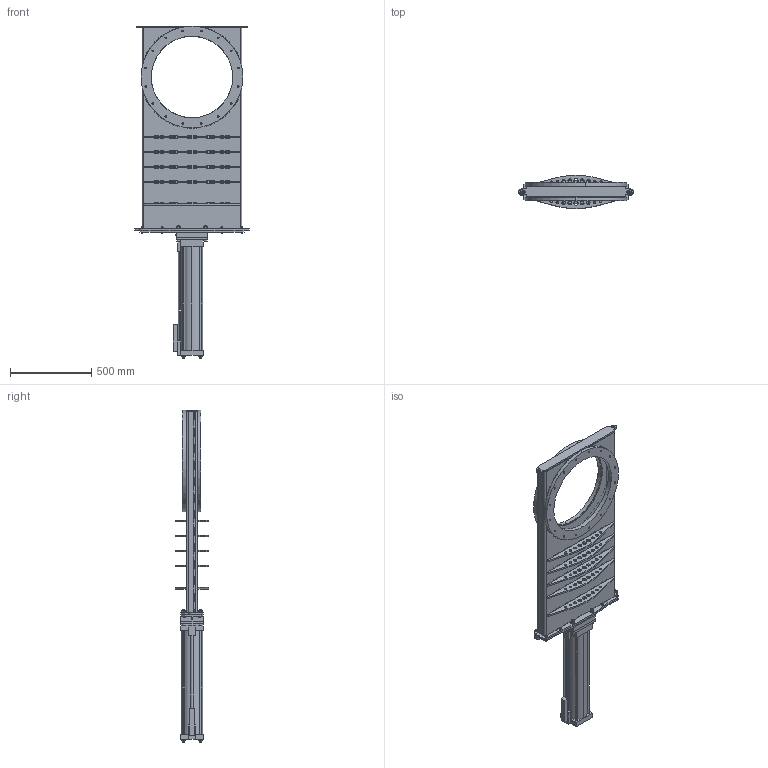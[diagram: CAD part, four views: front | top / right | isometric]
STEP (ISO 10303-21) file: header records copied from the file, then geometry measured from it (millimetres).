
FILE_DESCRIPTION (( 'STEP AP203' ), '1' );
FILE_NAME ('115373-02S.STEP', '2014-09-22T20:04:51', ( '' ), ( '' ), 'SwSTEP 2.0', 'SolidWorks 2014', '' );
FILE_SCHEMA (( 'CONFIG_CONTROL_DESIGN' ));
Length unit declared in the file: inch
Products named in the file (1): 115373-02S
Bounding box: 704.85 x 207.45 x 2043.14 mm (x, y, z)
Surface area: 4484267.9 mm2 (no closed solid volume)
Topology: 0 solids, 189 shells, 1073 faces, 4144 edges, 3246 vertices
Faces by surface type: plane 566, cylinder 434, cone 73
Entity records: 45469 total; most frequent: CARTESIAN_POINT 10018, DIRECTION 7363, ORIENTED_EDGE 6013, EDGE_CURVE 4144, VERTEX_POINT 3246, VECTOR 2725, LINE 2725, AXIS2_PLACEMENT_3D 2319
